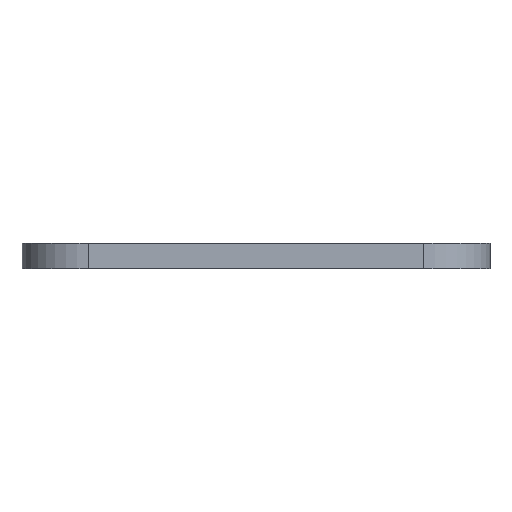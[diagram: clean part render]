
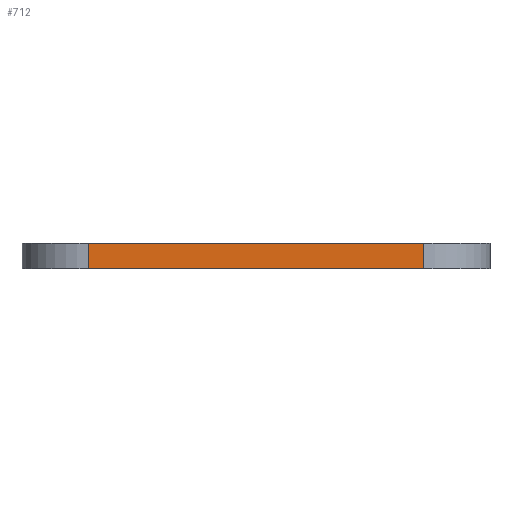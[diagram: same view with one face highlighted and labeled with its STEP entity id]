
A CAD part, left-side view. The second image highlights one B-rep face of the part: STEP entity #712.
In plain terms, the highlighted planar face has unit normal (-1, 0, 0).
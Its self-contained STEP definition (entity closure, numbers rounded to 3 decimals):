
#6 = VERTEX_POINT ( 'NONE', #748 ) ;
#15 = DIRECTION ( 'NONE',  ( 0., 0., -1. ) ) ;
#136 = AXIS2_PLACEMENT_3D ( 'NONE', #298, #2456, #2434 ) ;
#193 = LINE ( 'NONE', #2184, #3154 ) ;
#259 = EDGE_CURVE ( 'NONE', #697, #1899, #3831, .T. ) ;
#278 = ORIENTED_EDGE ( 'NONE', *, *, #2465, .T. ) ;
#298 = CARTESIAN_POINT ( 'NONE',  ( -134., 53., 93. ) ) ;
#312 = EDGE_CURVE ( 'NONE', #3098, #6, #1930, .T. ) ;
#665 = CARTESIAN_POINT ( 'NONE',  ( -134., 53., 85. ) ) ;
#697 = VERTEX_POINT ( 'NONE', #3078 ) ;
#712 = ADVANCED_FACE ( 'NONE', ( #3030 ), #4022, .F. ) ;
#748 = CARTESIAN_POINT ( 'NONE',  ( -134., -53., 85. ) ) ;
#1148 = ORIENTED_EDGE ( 'NONE', *, *, #312, .T. ) ;
#1162 = VECTOR ( 'NONE', #1264, 1000. ) ;
#1182 = LINE ( 'NONE', #1604, #2905 ) ;
#1264 = DIRECTION ( 'NONE',  ( 0., -1., 0. ) ) ;
#1604 = CARTESIAN_POINT ( 'NONE',  ( -134., 53., 93. ) ) ;
#1605 = CARTESIAN_POINT ( 'NONE',  ( -134., 53., 93. ) ) ;
#1789 = CARTESIAN_POINT ( 'NONE',  ( -134., -53., 93. ) ) ;
#1894 = EDGE_LOOP ( 'NONE', ( #1148, #3861, #3669, #278 ) ) ;
#1899 = VERTEX_POINT ( 'NONE', #1789 ) ;
#1930 = LINE ( 'NONE', #665, #1162 ) ;
#2184 = CARTESIAN_POINT ( 'NONE',  ( -134., -53., 93. ) ) ;
#2258 = EDGE_CURVE ( 'NONE', #1899, #6, #193, .T. ) ;
#2434 = DIRECTION ( 'NONE',  ( 0., 1., 0. ) ) ;
#2456 = DIRECTION ( 'NONE',  ( 1., 0., 0. ) ) ;
#2465 = EDGE_CURVE ( 'NONE', #697, #3098, #1182, .T. ) ;
#2905 = VECTOR ( 'NONE', #15, 1000. ) ;
#3030 = FACE_OUTER_BOUND ( 'NONE', #1894, .T. ) ;
#3078 = CARTESIAN_POINT ( 'NONE',  ( -134., 53., 93. ) ) ;
#3098 = VERTEX_POINT ( 'NONE', #3892 ) ;
#3149 = DIRECTION ( 'NONE',  ( 0., -1., 0. ) ) ;
#3154 = VECTOR ( 'NONE', #3778, 1000. ) ;
#3388 = VECTOR ( 'NONE', #3149, 1000. ) ;
#3669 = ORIENTED_EDGE ( 'NONE', *, *, #259, .F. ) ;
#3778 = DIRECTION ( 'NONE',  ( 0., 0., -1. ) ) ;
#3831 = LINE ( 'NONE', #1605, #3388 ) ;
#3861 = ORIENTED_EDGE ( 'NONE', *, *, #2258, .F. ) ;
#3892 = CARTESIAN_POINT ( 'NONE',  ( -134., 53., 85. ) ) ;
#4022 = PLANE ( 'NONE',  #136 ) ;
